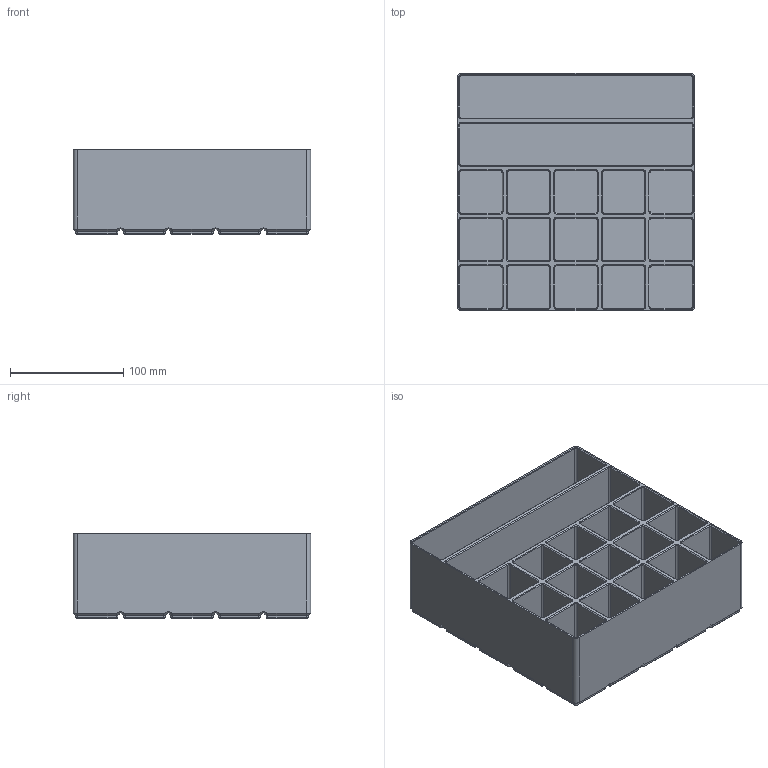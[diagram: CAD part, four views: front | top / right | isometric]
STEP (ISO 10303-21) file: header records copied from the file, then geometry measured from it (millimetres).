
FILE_DESCRIPTION(('Creo Elements/Direct Modeling STEP Export'),'2;1');
FILE_NAME('Gridfinity-5x5x75-06.stp','2023-01-11T 9:03:40',(''),(''),'Creo Elements/Direct Modeling STEP processor for AP214 (Solid Model)','Creo Elements/Direct Modeling 20.3A 20-Jun-2020 (C) Parametric Technology GmbH','');
FILE_SCHEMA(('AUTOMOTIVE_DESIGN { 1 0 10303 214 1 1 1 1 }'));
Length unit declared in the file: millimetre
Products named in the file (2): 5x5x75-06
Assembly tree (1 placements, depth 2):
  5x5x75-06
    5x5x75-06
Bounding box: 209.5 x 209.5 x 75 mm (x, y, z)
Volume: 763015.3 mm3; surface area: 379521 mm2
Topology: 1 solids, 1 shells, 1523 faces, 3272 edges, 1968 vertices
Faces by surface type: plane 683, cylinder 572, cone 268
Entity records: 45288 total; most frequent: CARTESIAN_POINT 13138, DIRECTION 6624, ORIENTED_EDGE 6544, EDGE_CURVE 3272, AXIS2_PLACEMENT_3D 2388, VERTEX_POINT 1968, VECTOR 1848, LINE 1848
